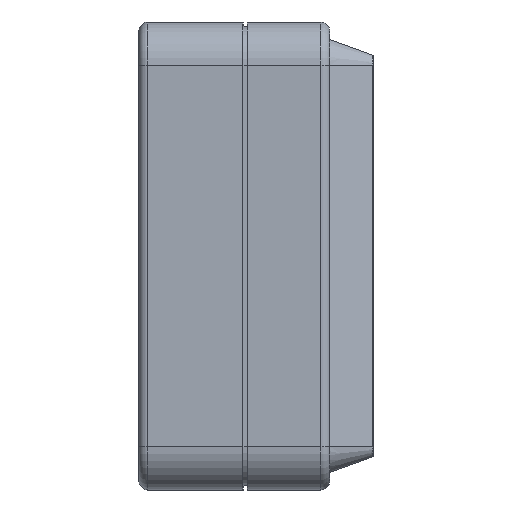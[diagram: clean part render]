
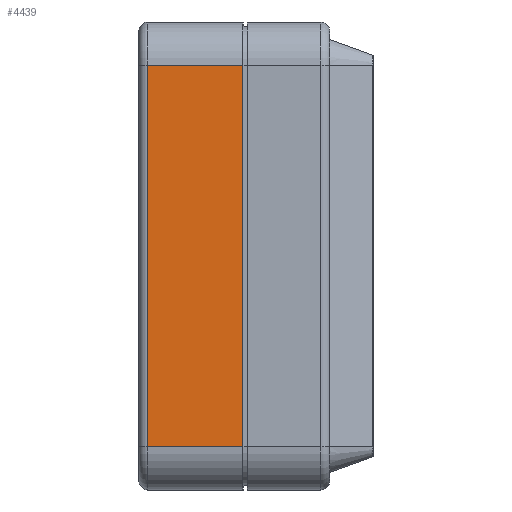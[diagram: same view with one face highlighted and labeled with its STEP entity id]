
A CAD part, left-side view. The second image highlights one B-rep face of the part: STEP entity #4439.
In plain terms, the highlighted planar face has unit normal (-1, 0, 0).
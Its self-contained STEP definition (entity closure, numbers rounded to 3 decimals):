
#132 = ORIENTED_EDGE ( 'NONE', *, *, #2997, .T. ) ;
#226 = CARTESIAN_POINT ( 'NONE',  ( -125., -12., 22. ) ) ;
#239 = CARTESIAN_POINT ( 'NONE',  ( -125., -1., 22. ) ) ;
#739 = CARTESIAN_POINT ( 'NONE',  ( -125., -12., -22. ) ) ;
#823 = VECTOR ( 'NONE', #4105, 1000. ) ;
#975 = DIRECTION ( 'NONE',  ( 0., 0., 1. ) ) ;
#1183 = ORIENTED_EDGE ( 'NONE', *, *, #2431, .T. ) ;
#1446 = VERTEX_POINT ( 'NONE', #2938 ) ;
#1520 = LINE ( 'NONE', #739, #5011 ) ;
#1522 = VERTEX_POINT ( 'NONE', #226 ) ;
#1568 = LINE ( 'NONE', #3561, #4489 ) ;
#1972 = DIRECTION ( 'NONE',  ( 0., 1., 0. ) ) ;
#2095 = CARTESIAN_POINT ( 'NONE',  ( -125., -12., -22. ) ) ;
#2123 = CARTESIAN_POINT ( 'NONE',  ( -125., -1., -22. ) ) ;
#2143 = DIRECTION ( 'NONE',  ( 0., 1., 0. ) ) ;
#2431 = EDGE_CURVE ( 'NONE', #1522, #3784, #3991, .T. ) ;
#2478 = DIRECTION ( 'NONE',  ( 0., 0., 1. ) ) ;
#2574 = DIRECTION ( 'NONE',  ( -1., 0., 0. ) ) ;
#2938 = CARTESIAN_POINT ( 'NONE',  ( -125., -12., -22. ) ) ;
#2997 = EDGE_CURVE ( 'NONE', #3784, #4743, #5249, .T. ) ;
#3561 = CARTESIAN_POINT ( 'NONE',  ( -125., -12., -22. ) ) ;
#3784 = VERTEX_POINT ( 'NONE', #239 ) ;
#3791 = ORIENTED_EDGE ( 'NONE', *, *, #4425, .T. ) ;
#3865 = AXIS2_PLACEMENT_3D ( 'NONE', #2095, #2574, #2478 ) ;
#3991 = LINE ( 'NONE', #5990, #4252 ) ;
#4105 = DIRECTION ( 'NONE',  ( 0., 0., -1. ) ) ;
#4252 = VECTOR ( 'NONE', #1972, 1000. ) ;
#4325 = EDGE_LOOP ( 'NONE', ( #1183, #132, #5061, #3791 ) ) ;
#4425 = EDGE_CURVE ( 'NONE', #1446, #1522, #1568, .T. ) ;
#4439 = ADVANCED_FACE ( 'NONE', ( #4955 ), #5058, .T. ) ;
#4489 = VECTOR ( 'NONE', #975, 1000. ) ;
#4743 = VERTEX_POINT ( 'NONE', #4853 ) ;
#4853 = CARTESIAN_POINT ( 'NONE',  ( -125., -1., -22. ) ) ;
#4918 = EDGE_CURVE ( 'NONE', #1446, #4743, #1520, .T. ) ;
#4955 = FACE_OUTER_BOUND ( 'NONE', #4325, .T. ) ;
#5011 = VECTOR ( 'NONE', #2143, 1000. ) ;
#5058 = PLANE ( 'NONE',  #3865 ) ;
#5061 = ORIENTED_EDGE ( 'NONE', *, *, #4918, .F. ) ;
#5249 = LINE ( 'NONE', #2123, #823 ) ;
#5990 = CARTESIAN_POINT ( 'NONE',  ( -125., -12., 22. ) ) ;
